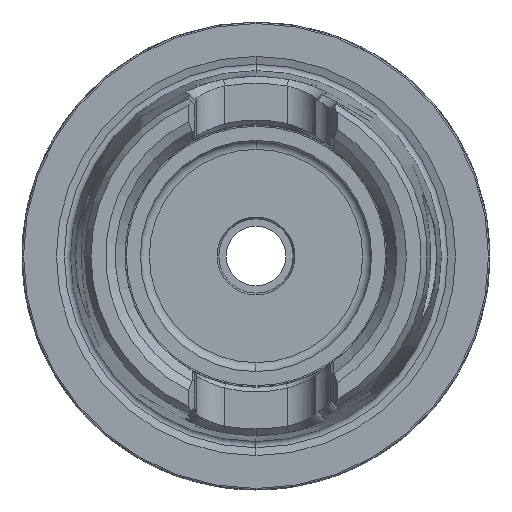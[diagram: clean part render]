
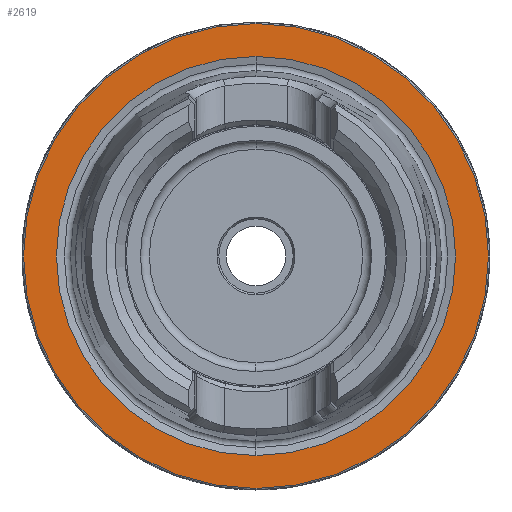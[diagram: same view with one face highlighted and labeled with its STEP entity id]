
A CAD part, left-side view. The second image highlights one B-rep face of the part: STEP entity #2619.
In plain terms, the highlighted planar face has unit normal (-1, 0, 0).
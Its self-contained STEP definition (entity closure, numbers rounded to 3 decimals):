
#66 = EDGE_CURVE ( 'NONE', #6059, #4886, #10470, .T. ) ;
#156 = EDGE_LOOP ( 'NONE', ( #5944, #2295 ) ) ;
#191 = FACE_OUTER_BOUND ( 'NONE', #156, .T. ) ;
#759 = EDGE_CURVE ( 'NONE', #7669, #6048, #3126, .T. ) ;
#923 = CARTESIAN_POINT ( 'NONE',  ( 0., 0., 0. ) ) ;
#1108 = CARTESIAN_POINT ( 'NONE',  ( 0., 31.275, 0. ) ) ;
#1763 = DIRECTION ( 'NONE',  ( 0., 0., 1. ) ) ;
#1772 = AXIS2_PLACEMENT_3D ( 'NONE', #4857, #10628, #5996 ) ;
#2295 = ORIENTED_EDGE ( 'NONE', *, *, #759, .T. ) ;
#2428 = ORIENTED_EDGE ( 'NONE', *, *, #2502, .F. ) ;
#2502 = EDGE_CURVE ( 'NONE', #4886, #6059, #8383, .T. ) ;
#2529 = CARTESIAN_POINT ( 'NONE',  ( 0., 0., -31.275 ) ) ;
#2619 = ADVANCED_FACE ( 'NONE', ( #6939, #191 ), #4522, .F. ) ;
#2735 = DIRECTION ( 'NONE',  ( 0., 0., 1. ) ) ;
#3126 = CIRCLE ( 'NONE', #1772, 31.275 ) ;
#3541 = AXIS2_PLACEMENT_3D ( 'NONE', #1108, #5567, #6350 ) ;
#4215 = ORIENTED_EDGE ( 'NONE', *, *, #66, .F. ) ;
#4522 = PLANE ( 'NONE',  #3541 ) ;
#4651 = DIRECTION ( 'NONE',  ( -1., 0., 0. ) ) ;
#4857 = CARTESIAN_POINT ( 'NONE',  ( 0., 0., 0. ) ) ;
#4886 = VERTEX_POINT ( 'NONE', #9827 ) ;
#5312 = AXIS2_PLACEMENT_3D ( 'NONE', #10244, #4651, #2735 ) ;
#5474 = CIRCLE ( 'NONE', #8765, 31.275 ) ;
#5567 = DIRECTION ( 'NONE',  ( 1., 0., 0. ) ) ;
#5944 = ORIENTED_EDGE ( 'NONE', *, *, #6569, .T. ) ;
#5996 = DIRECTION ( 'NONE',  ( 0., 0., 1. ) ) ;
#6048 = VERTEX_POINT ( 'NONE', #9360 ) ;
#6057 = CARTESIAN_POINT ( 'NONE',  ( 0., 0., -26.85 ) ) ;
#6059 = VERTEX_POINT ( 'NONE', #6057 ) ;
#6350 = DIRECTION ( 'NONE',  ( 0., 0., -1. ) ) ;
#6569 = EDGE_CURVE ( 'NONE', #6048, #7669, #5474, .T. ) ;
#6756 = DIRECTION ( 'NONE',  ( -1., 0., 0. ) ) ;
#6939 = FACE_BOUND ( 'NONE', #10431, .T. ) ;
#7669 = VERTEX_POINT ( 'NONE', #2529 ) ;
#8383 = CIRCLE ( 'NONE', #9319, 26.85 ) ;
#8765 = AXIS2_PLACEMENT_3D ( 'NONE', #923, #6756, #1763 ) ;
#9319 = AXIS2_PLACEMENT_3D ( 'NONE', #9671, #10064, #10051 ) ;
#9360 = CARTESIAN_POINT ( 'NONE',  ( 0., 0., 31.275 ) ) ;
#9671 = CARTESIAN_POINT ( 'NONE',  ( 0., 0., 0. ) ) ;
#9827 = CARTESIAN_POINT ( 'NONE',  ( 0., 0., 26.85 ) ) ;
#10051 = DIRECTION ( 'NONE',  ( 0., 0., 1. ) ) ;
#10064 = DIRECTION ( 'NONE',  ( -1., 0., 0. ) ) ;
#10244 = CARTESIAN_POINT ( 'NONE',  ( 0., 0., 0. ) ) ;
#10431 = EDGE_LOOP ( 'NONE', ( #2428, #4215 ) ) ;
#10470 = CIRCLE ( 'NONE', #5312, 26.85 ) ;
#10628 = DIRECTION ( 'NONE',  ( -1., 0., 0. ) ) ;
